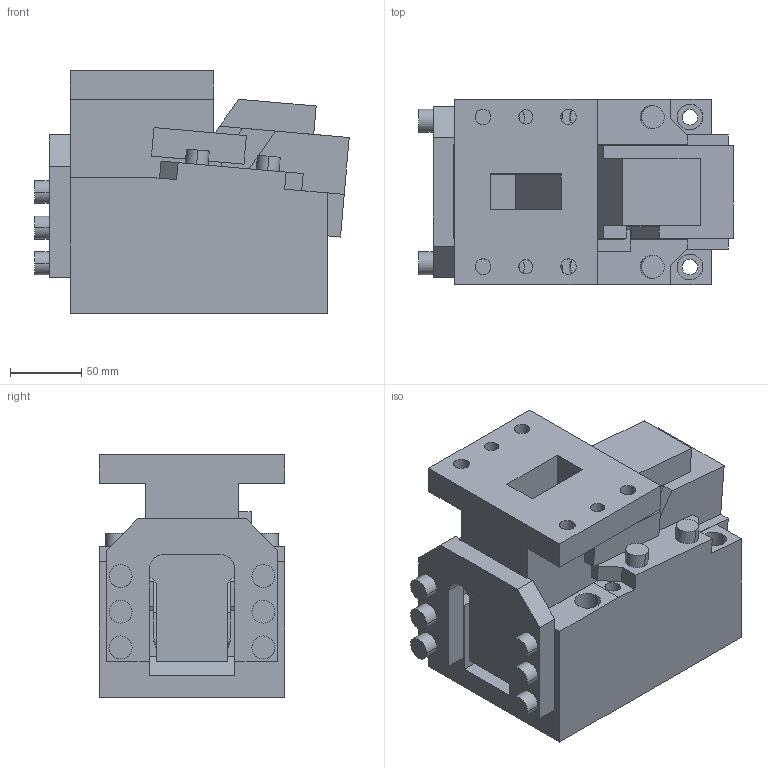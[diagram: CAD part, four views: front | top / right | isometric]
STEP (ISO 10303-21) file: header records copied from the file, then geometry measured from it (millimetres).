
FILE_DESCRIPTION(('CATIA V5 STEP Exchange'),'2;1');
FILE_NAME('CDCA_65_05_70.stp','2018-09-07T06:44:44+00:00',('none'),('none'),'CATIA Version 5 Release 20 GA (IN-10)','CATIA V5 STEP AP203','none');
FILE_SCHEMA(('CONFIG_CONTROL_DESIGN'));
Length unit declared in the file: millimetre
Products named in the file (1): CDCA_65_05_70
Bounding box: 220.38 x 130 x 170 mm (x, y, z)
Volume: 2896541.4 mm3; surface area: 310554 mm2
Topology: 3 solids, 3 shells, 205 faces, 525 edges, 348 vertices
Faces by surface type: plane 131, cylinder 74
Entity records: 7542 total; most frequent: CARTESIAN_POINT 2653, ORIENTED_EDGE 1050, DIRECTION 840, EDGE_CURVE 525, VECTOR 375, LINE 375, VERTEX_POINT 348, AXIS2_PLACEMENT_3D 271
